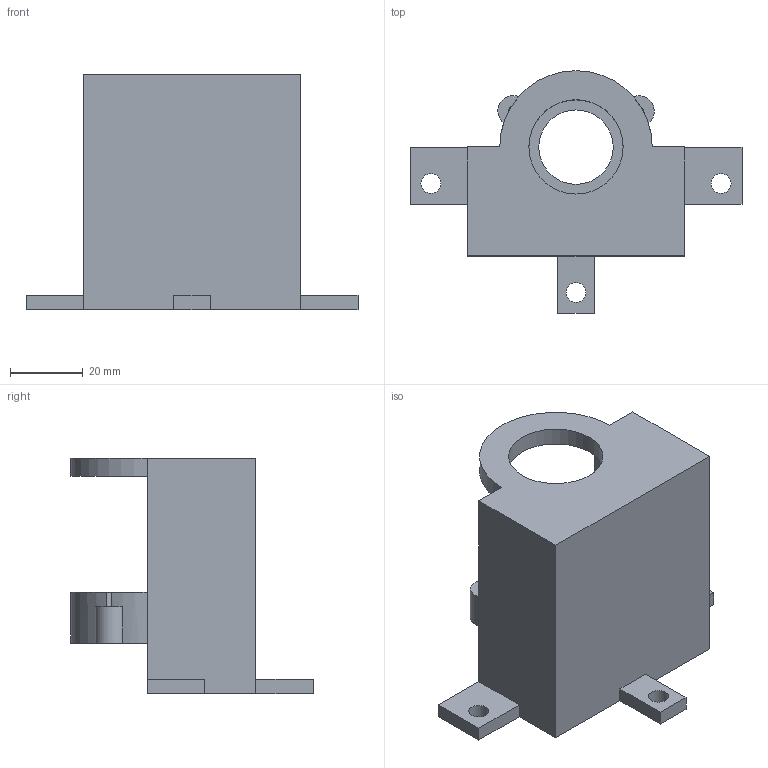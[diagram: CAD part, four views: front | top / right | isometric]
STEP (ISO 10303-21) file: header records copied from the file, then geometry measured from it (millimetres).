
FILE_DESCRIPTION(('FreeCAD Model'),'2;1');
FILE_NAME('Open CASCADE Shape Model','2025-12-09T13:09:04',(''),(''), 'Open CASCADE STEP processor 7.8','FreeCAD','Unknown');
FILE_SCHEMA(('AUTOMOTIVE_DESIGN { 1 0 10303 214 1 1 1 1 }'));
Length unit declared in the file: millimetre
Products named in the file (1): main_body
Bounding box: 91.5 x 66.75 x 65 mm (x, y, z)
Volume: 104815.9 mm3; surface area: 22364.1 mm2
Topology: 1 solids, 1 shells, 49 faces, 140 edges, 93 vertices
Faces by surface type: plane 29, cylinder 19, cone 1
Full cylindrical faces by diameter (mm): 2.5 x3, 5.5 x3, 20.5 x1, 26 x3
Entity records: 3524 total; most frequent: CARTESIAN_POINT 680, DIRECTION 543, LINE 326, VECTOR 326, ORIENTED_EDGE 278, PCURVE 278, DEFINITIONAL_REPRESENTATION 278, EDGE_CURVE 139
